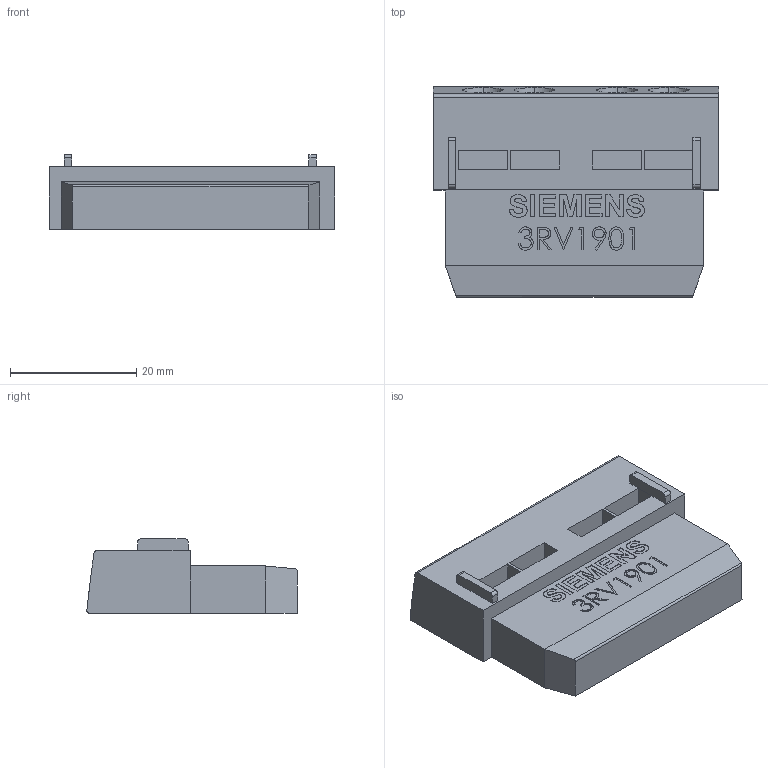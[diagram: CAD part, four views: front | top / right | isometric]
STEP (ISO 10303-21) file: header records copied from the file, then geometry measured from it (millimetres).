
FILE_DESCRIPTION (( 'STEP AP214' ), '1' );
FILE_NAME ('3RV1901.STEP', '2006-09-20T08:43:26', ( 'CAT' ), ( 'Siemens AG' ), 'SwSTEP 2.0', 'SolidWorks 2006104', '' );
FILE_SCHEMA (( 'AUTOMOTIVE_DESIGN' ));
Length unit declared in the file: millimetre
Products named in the file (1): 3RV1901
Bounding box: 45.3 x 33.39 x 11.8 mm (x, y, z)
Volume: 11261.4 mm3; surface area: 5092.3 mm2
Topology: 1 solids, 1 shells, 238 faces, 628 edges, 418 vertices
Faces by surface type: plane 155, bspline 67, cylinder 16
Entity records: 15804 total; most frequent: CARTESIAN_POINT 8084, ORIENTED_EDGE 1256, DIRECTION 850, EDGE_CURVE 628, VECTOR 462, LINE 462, VERTEX_POINT 418, EDGE_LOOP 264
